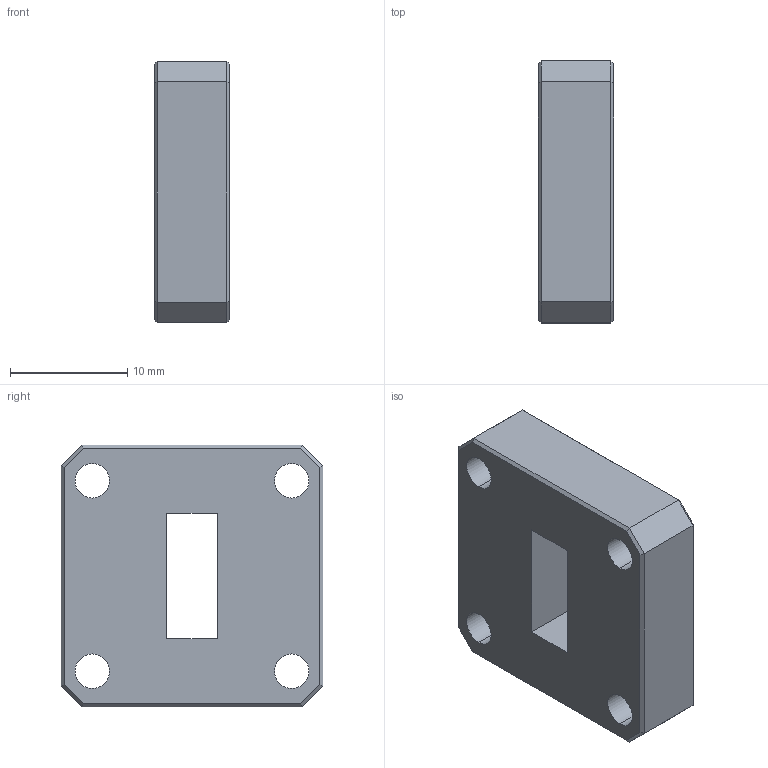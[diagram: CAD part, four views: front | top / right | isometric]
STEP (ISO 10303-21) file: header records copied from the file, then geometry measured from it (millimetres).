
FILE_DESCRIPTION (( 'STEP AP203' ), '1' );
FILE_NAME ('SWI-42252-SB.STEP', '2019-06-15T00:40:16', ( '' ), ( '' ), 'SwSTEP 2.0', 'SolidWorks 2016', '' );
FILE_SCHEMA (( 'CONFIG_CONTROL_DESIGN' ));
Length unit declared in the file: inch
Products named in the file (1): SWI-42252-SB
Bounding box: 6.4 x 22.35 x 22.35 mm (x, y, z)
Volume: 2682.6 mm3; surface area: 1788.8 mm2
Topology: 1 solids, 1 shells, 38 faces, 92 edges, 56 vertices
Faces by surface type: plane 30, cylinder 8
Entity records: 1183 total; most frequent: CARTESIAN_POINT 187, DIRECTION 186, ORIENTED_EDGE 184, EDGE_CURVE 92, VECTOR 76, LINE 76, VERTEX_POINT 56, AXIS2_PLACEMENT_3D 55
